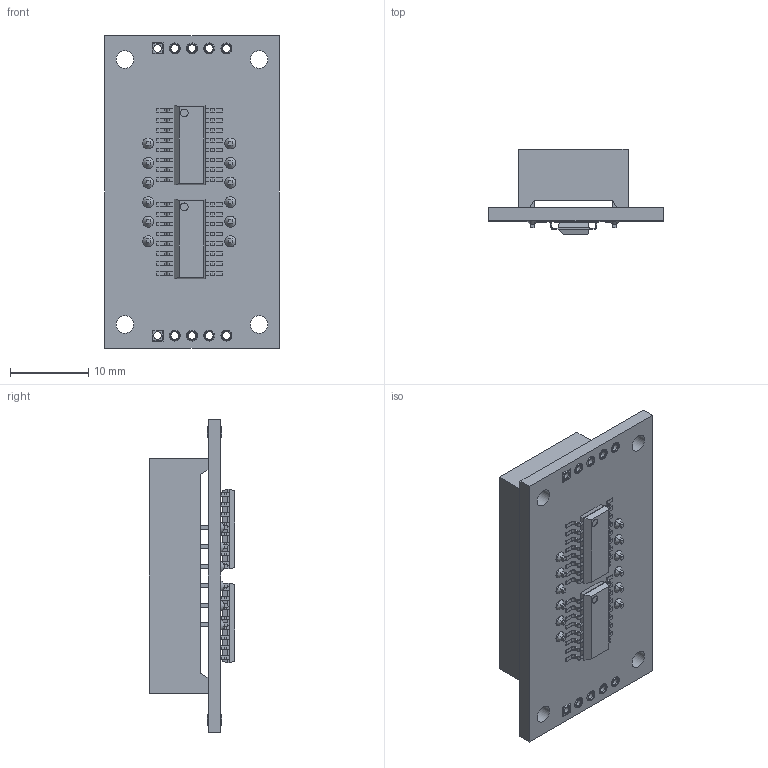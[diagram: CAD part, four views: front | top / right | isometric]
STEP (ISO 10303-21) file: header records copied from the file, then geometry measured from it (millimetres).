
FILE_DESCRIPTION(/* description */ (''),/* implementation_level */ '2;1');
FILE_NAME(/* name */ '4-digit 7-segment-display module for Arduino v1.step',/* time_stamp */ '2020-11-20T11:31:35+03:00',/* author */ (''),/* organization */ (''),/* preprocessor_version */ 'ST-DEVELOPER v18.1',/* originating_system */ 'Autodesk Translation Framework v9.3.0.1241',/* authorisation */ '');
FILE_SCHEMA (('AUTOMOTIVE_DESIGN { 1 0 10303 214 3 1 1 }'));
Length unit declared in the file: millimetre
Products named in the file (4): 4-digit 7-segment-display module for Arduino; Board^4-digit 7-segment-display module for Arduino; 4-bit indicator f3461ah; tm74hc595
Assembly tree (4 placements, depth 2):
  4-digit 7-segment-display module for Arduino
    Board^4-digit 7-segment-display module for Arduino
    4-bit indicator f3461ah
    tm74hc595  x2
Bounding box: 22.3 x 10.9 x 40 mm (x, y, z)
Volume: 3914.1 mm3; surface area: 4164.4 mm2
Topology: 68 solids, 68 shells, 1117 faces, 2706 edges, 1791 vertices
Faces by surface type: plane 726, cylinder 363, torus 16, cone 12
Full cylindrical faces by diameter (mm): 1 x48, 1.4 x31, 2.25 x4
Entity records: 25829 total; most frequent: DIRECTION 4514, CARTESIAN_POINT 4373, ORIENTED_EDGE 4198, EDGE_CURVE 2099, AXIS2_PLACEMENT_3D 1530, LINE 1454, VECTOR 1454, VERTEX_POINT 1389
